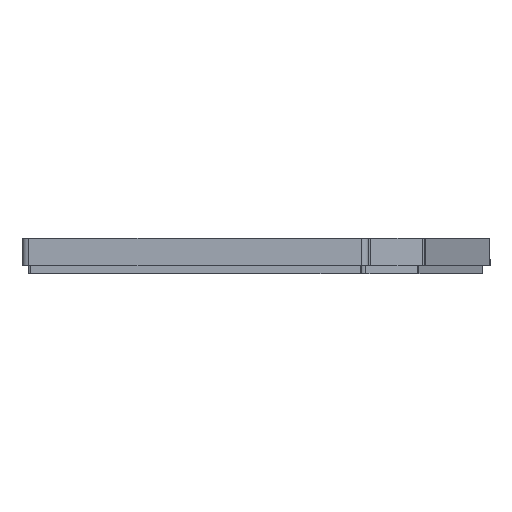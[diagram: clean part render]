
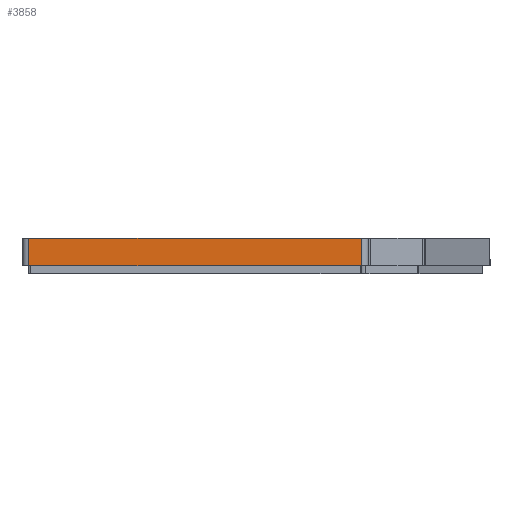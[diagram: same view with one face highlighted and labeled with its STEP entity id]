
A CAD part, left-side view. The second image highlights one B-rep face of the part: STEP entity #3858.
In plain terms, the highlighted planar face has unit normal (-1, 0, 0).
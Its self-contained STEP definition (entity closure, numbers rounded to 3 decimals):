
#171=PLANE('',#4237);
#372=FACE_OUTER_BOUND('',#600,.T.);
#600=EDGE_LOOP('',(#3536,#3537,#3538,#3539));
#850=LINE('',#6008,#1238);
#1000=LINE('',#6471,#1388);
#1001=LINE('',#6475,#1389);
#1002=LINE('',#6476,#1390);
#1238=VECTOR('',#4853,10.);
#1388=VECTOR('',#5347,10.);
#1389=VECTOR('',#5352,10.);
#1390=VECTOR('',#5353,10.);
#1777=VERTEX_POINT('',#6005);
#1778=VERTEX_POINT('',#6007);
#1919=VERTEX_POINT('',#6470);
#1920=VERTEX_POINT('',#6474);
#2242=EDGE_CURVE('',#1777,#1778,#850,.T.);
#2467=EDGE_CURVE('',#1778,#1919,#1000,.T.);
#2469=EDGE_CURVE('',#1777,#1920,#1001,.T.);
#2470=EDGE_CURVE('',#1920,#1919,#1002,.T.);
#3536=ORIENTED_EDGE('',*,*,#2467,.F.);
#3537=ORIENTED_EDGE('',*,*,#2242,.F.);
#3538=ORIENTED_EDGE('',*,*,#2469,.T.);
#3539=ORIENTED_EDGE('',*,*,#2470,.T.);
#3858=ADVANCED_FACE('',(#372),#171,.F.);
#4237=AXIS2_PLACEMENT_3D('',#6473,#5350,#5351);
#4853=DIRECTION('',(0.,1.,0.));
#5347=DIRECTION('',(0.,0.,1.));
#5350=DIRECTION('center_axis',(1.,0.,0.));
#5351=DIRECTION('ref_axis',(0.,1.,0.));
#5352=DIRECTION('',(0.,0.,1.));
#5353=DIRECTION('',(0.,1.,0.));
#6005=CARTESIAN_POINT('',(-189.08,-66.292,-1.5));
#6007=CARTESIAN_POINT('',(-189.08,56.575,-1.5));
#6008=CARTESIAN_POINT('',(-189.08,15.866,-1.5));
#6470=CARTESIAN_POINT('',(-189.08,56.575,8.586));
#6471=CARTESIAN_POINT('',(-189.08,56.575,5.586));
#6473=CARTESIAN_POINT('Origin',(-189.08,-66.292,5.586));
#6474=CARTESIAN_POINT('',(-189.08,-66.292,8.586));
#6475=CARTESIAN_POINT('',(-189.08,-66.292,5.586));
#6476=CARTESIAN_POINT('',(-189.08,-66.292,8.586));
